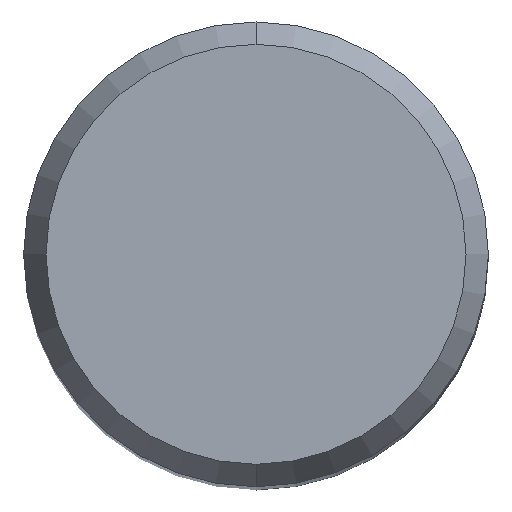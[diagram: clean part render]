
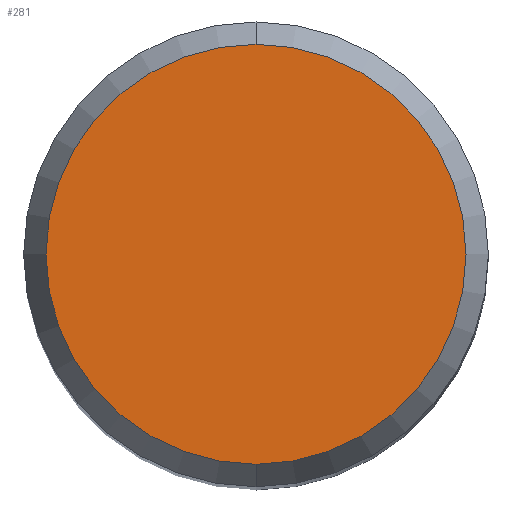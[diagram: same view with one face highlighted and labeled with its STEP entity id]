
A CAD part, top view. The second image highlights one B-rep face of the part: STEP entity #281.
In plain terms, the highlighted planar face has unit normal (0, 0, 1).
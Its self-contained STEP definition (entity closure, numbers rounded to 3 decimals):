
#177=VERTEX_POINT('',#386);
#227=EDGE_CURVE('',#177,#305,#441,.T.);
#251=EDGE_CURVE('',#305,#177,#467,.T.);
#281=ADVANCED_FACE('',(#501),#502,.T.);
#305=VERTEX_POINT('',#534);
#386=CARTESIAN_POINT('',(0.0,4.304,0.01));
#441=CIRCLE('',#697,4.304);
#467=CIRCLE('',#732,4.304);
#501=FACE_OUTER_BOUND('',#770,.T.);
#502=PLANE('',#771);
#534=CARTESIAN_POINT('',(0.,-4.304,0.01));
#697=AXIS2_PLACEMENT_3D('',#954,#955,#956);
#732=AXIS2_PLACEMENT_3D('',#982,#983,#984);
#770=EDGE_LOOP('',(#1029,#1030));
#771=AXIS2_PLACEMENT_3D('',#1031,#1032,#1033);
#954=CARTESIAN_POINT('',(0.0,0.0,0.01));
#955=DIRECTION('',(0.0,0.0,-1.0));
#956=DIRECTION('',(0.0,1.0,0.0));
#982=CARTESIAN_POINT('',(0.0,0.0,0.01));
#983=DIRECTION('',(0.0,0.0,-1.0));
#984=DIRECTION('',(0.0,1.0,0.0));
#1029=ORIENTED_EDGE('',*,*,#227,.F.);
#1030=ORIENTED_EDGE('',*,*,#251,.F.);
#1031=CARTESIAN_POINT('',(0.0,2.152,0.01));
#1032=DIRECTION('',(-0.0,0.0,1.0));
#1033=DIRECTION('',(0.0,-1.0,0.0));
